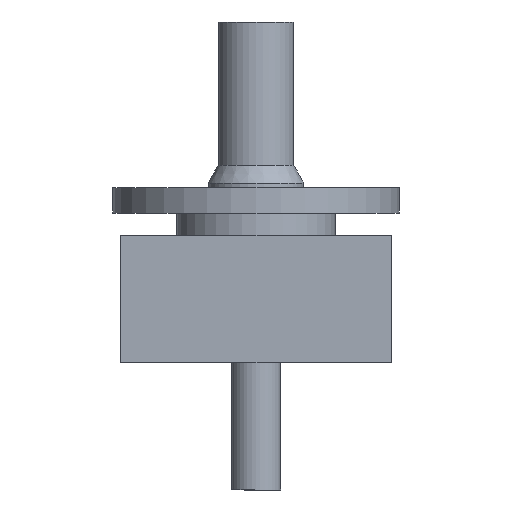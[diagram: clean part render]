
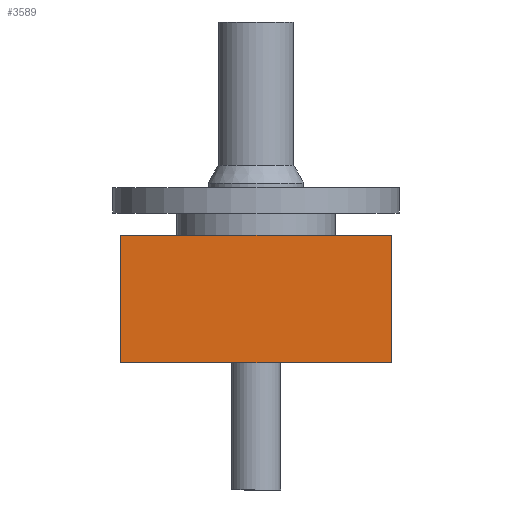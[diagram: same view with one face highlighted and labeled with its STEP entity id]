
A CAD part, left-side view. The second image highlights one B-rep face of the part: STEP entity #3589.
In plain terms, the highlighted planar face has unit normal (-1, 0, 0).
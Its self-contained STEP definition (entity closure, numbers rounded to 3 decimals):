
#1900=ORIENTED_EDGE('',*,*,#2605,.T.);
#1901=ORIENTED_EDGE('',*,*,#2606,.T.);
#1902=ORIENTED_EDGE('',*,*,#2585,.F.);
#1903=ORIENTED_EDGE('',*,*,#2580,.F.);
#2214=VECTOR('',#2978,1.);
#2219=VECTOR('',#2987,1.);
#2232=VECTOR('',#3016,1.);
#2233=VECTOR('',#3017,1.);
#2338=LINE('',#3685,#2214);
#2343=LINE('',#3695,#2219);
#2356=LINE('',#3735,#2232);
#2357=LINE('',#3736,#2233);
#2462=VERTEX_POINT('',#3682);
#2463=VERTEX_POINT('',#3684);
#2466=VERTEX_POINT('',#3694);
#2485=VERTEX_POINT('',#3734);
#2580=EDGE_CURVE('',#2462,#2463,#2338,.T.);
#2585=EDGE_CURVE('',#2463,#2466,#2343,.T.);
#2605=EDGE_CURVE('',#2462,#2485,#2356,.T.);
#2606=EDGE_CURVE('',#2485,#2466,#2357,.T.);
#2754=EDGE_LOOP('',(#1900,#1901,#1902,#1903));
#2866=FACE_BOUND('',#2754,.T.);
#2978=DIRECTION('',(0.,0.,8.));
#2987=DIRECTION('',(0.,-17.,0.));
#3014=DIRECTION('',(-1.,0.,0.));
#3015=DIRECTION('',(0.,1.,0.));
#3016=DIRECTION('',(0.,-17.,0.));
#3017=DIRECTION('',(0.,0.,8.));
#3396=AXIS2_PLACEMENT_3D('',#3733,#3014,#3015);
#3533=PLANE('',#3396);
#3589=ADVANCED_FACE('',(#2866),#3533,.T.);
#3682=CARTESIAN_POINT('',(0.,17.,0.));
#3684=CARTESIAN_POINT('',(0.,17.,8.));
#3685=CARTESIAN_POINT('',(0.,17.,0.));
#3694=CARTESIAN_POINT('',(0.,0.,8.));
#3695=CARTESIAN_POINT('',(0.,17.,8.));
#3733=CARTESIAN_POINT('',(0.,17.,0.));
#3734=CARTESIAN_POINT('',(0.,0.,0.));
#3735=CARTESIAN_POINT('',(0.,17.,0.));
#3736=CARTESIAN_POINT('',(0.,0.,0.));
